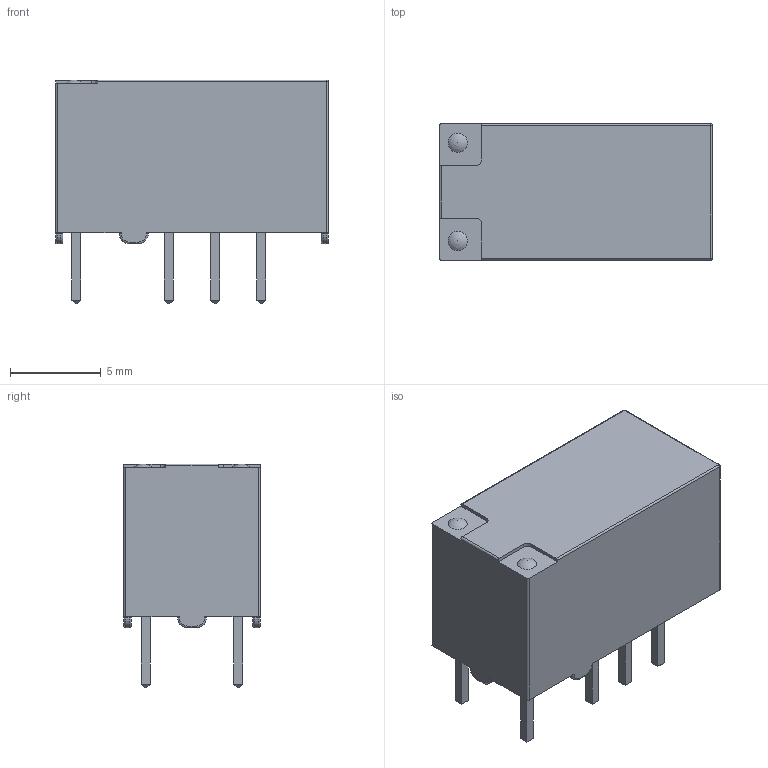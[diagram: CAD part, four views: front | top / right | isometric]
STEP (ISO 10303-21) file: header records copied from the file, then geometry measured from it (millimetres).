
FILE_DESCRIPTION(('FreeCAD Model'),'2;1');
FILE_NAME('Open CASCADE Shape Model','2025-01-27T22:57:11',(''),(''), 'Open CASCADE STEP processor 7.7','FreeCAD','Unknown');
FILE_SCHEMA(('AUTOMOTIVE_DESIGN { 1 0 10303 214 1 1 1 1 }'));
Length unit declared in the file: millimetre
Products named in the file (10): HFD3_THT_8C; HFD3-body-02; Pin8; Pin5; Pin9; Pin4; Pin10; Pin3; Pin12; Pin1
Assembly tree (9 placements, depth 2):
  HFD3_THT_8C
    HFD3-body-02
    Pin8
    Pin5
    Pin9
    Pin4
    Pin10
    Pin3
    Pin12
    Pin1
Bounding box: 15 x 7.5 x 12.3 mm (x, y, z)
Volume: 933.2 mm3; surface area: 680.9 mm2
Topology: 9 solids, 9 shells, 178 faces, 424 edges, 262 vertices
Faces by surface type: plane 112, cylinder 46, torus 16, sphere 4
Entity records: 5290 total; most frequent: DIRECTION 904, CARTESIAN_POINT 870, ORIENTED_EDGE 840, EDGE_CURVE 420, LINE 312, VECTOR 312, AXIS2_PLACEMENT_3D 296, VERTEX_POINT 262
